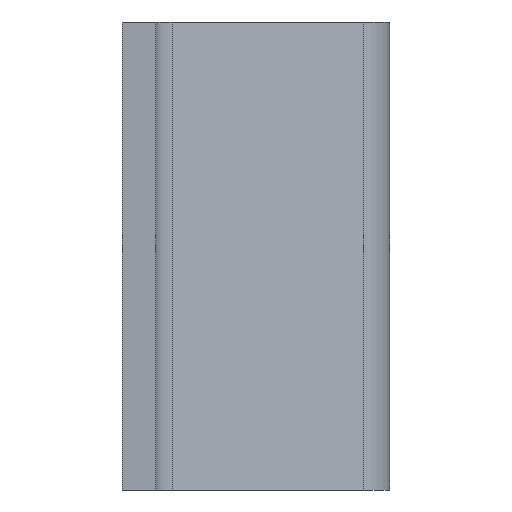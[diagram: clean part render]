
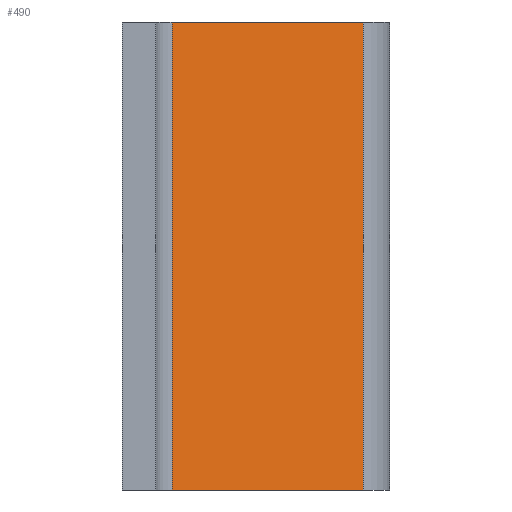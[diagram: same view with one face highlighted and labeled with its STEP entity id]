
A CAD part, left-side view. The second image highlights one B-rep face of the part: STEP entity #490.
In plain terms, the highlighted planar face has unit normal (-0.863, -0.505, 0).
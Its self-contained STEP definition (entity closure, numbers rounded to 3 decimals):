
#30=PLANE('',#555);
#54=FACE_OUTER_BOUND('',#84,.T.);
#84=EDGE_LOOP('',(#403,#404,#405,#406));
#128=LINE('',#822,#175);
#129=LINE('',#826,#176);
#130=LINE('',#828,#177);
#131=LINE('',#829,#178);
#175=VECTOR('',#678,10.);
#176=VECTOR('',#683,10.);
#177=VECTOR('',#684,10.);
#178=VECTOR('',#685,10.);
#245=VERTEX_POINT('',#819);
#246=VERTEX_POINT('',#821);
#247=VERTEX_POINT('',#825);
#248=VERTEX_POINT('',#827);
#309=EDGE_CURVE('',#246,#245,#128,.T.);
#311=EDGE_CURVE('',#245,#247,#129,.T.);
#312=EDGE_CURVE('',#248,#247,#130,.T.);
#313=EDGE_CURVE('',#248,#246,#131,.T.);
#403=ORIENTED_EDGE('',*,*,#311,.T.);
#404=ORIENTED_EDGE('',*,*,#312,.F.);
#405=ORIENTED_EDGE('',*,*,#313,.T.);
#406=ORIENTED_EDGE('',*,*,#309,.T.);
#490=ADVANCED_FACE('',(#54),#30,.T.);
#555=AXIS2_PLACEMENT_3D('',#824,#681,#682);
#678=DIRECTION('',(0.,0.,1.));
#681=DIRECTION('center_axis',(-0.863,-0.505,0.));
#682=DIRECTION('ref_axis',(0.,0.,1.));
#683=DIRECTION('',(-0.505,0.863,0.));
#684=DIRECTION('',(0.,0.,1.));
#685=DIRECTION('',(0.505,-0.863,0.));
#819=CARTESIAN_POINT('',(-7.216,-31.817,70.));
#821=CARTESIAN_POINT('',(-7.216,-31.817,0.));
#822=CARTESIAN_POINT('',(-7.216,-31.817,0.));
#824=CARTESIAN_POINT('Origin',(-7.216,-31.817,0.));
#825=CARTESIAN_POINT('',(-23.95,-3.247,70.));
#826=CARTESIAN_POINT('',(-23.95,-3.247,70.));
#827=CARTESIAN_POINT('',(-23.95,-3.247,0.));
#828=CARTESIAN_POINT('',(-23.95,-3.247,0.));
#829=CARTESIAN_POINT('',(-23.95,-3.247,0.));
